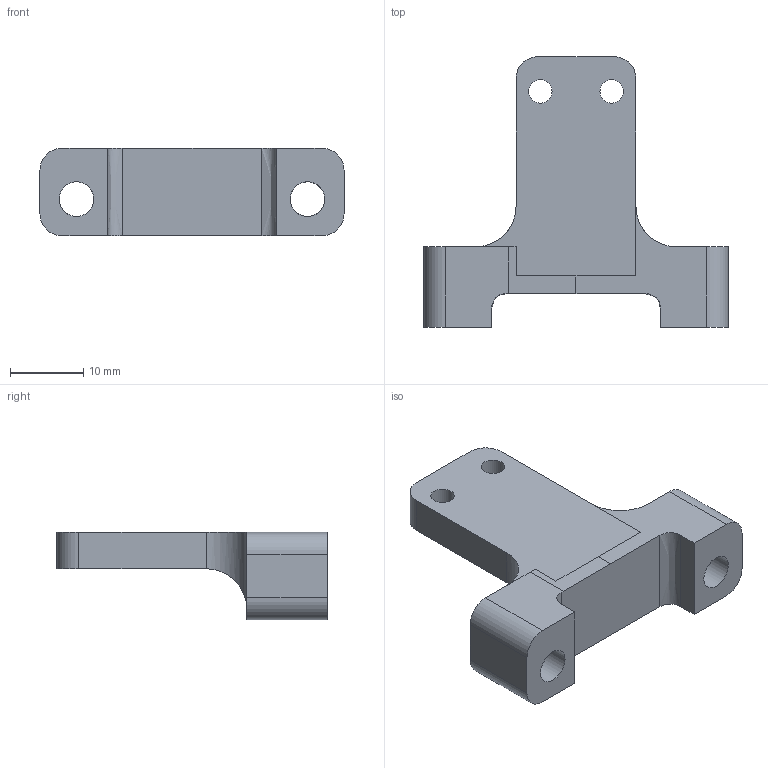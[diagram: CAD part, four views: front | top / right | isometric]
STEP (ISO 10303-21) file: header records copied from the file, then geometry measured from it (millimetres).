
FILE_DESCRIPTION(/* description */ ('','CAx-IF Rec.Pracs.---Representation and Presentation of Product Manufacturing Information (PMI)---4.0---2014-10-13'),/* implementation_level */ '2;1');
FILE_NAME(/* name */ '',/* time_stamp */ '2025-03-18T16:54:18+03:00',/* author */ (''),/* organization */ (''),/* preprocessor_version */ 'ST-DEVELOPER v20',/* originating_system */ 'Autodesk Translation Framework v13.20.0.188',/* authorisation */ '');
FILE_SCHEMA (('AP242_MANAGED_MODEL_BASED_3D_ENGINEERING_MIM_LF { 1 0 10303 442 1 1 4 }'));
Length unit declared in the file: millimetre
Products named in the file (1): Держатель Cartographer для 
стандартного джойна
Bounding box: 41.6 x 37 x 11.95 mm (x, y, z)
Volume: 5979.7 mm3; surface area: 3358.6 mm2
Topology: 1 solids, 1 shells, 32 faces, 95 edges, 63 vertices
Faces by surface type: plane 17, cylinder 13, bspline 2
Full cylindrical faces by diameter (mm): 3.2 x2, 4.75 x2
Entity records: 1210 total; most frequent: CARTESIAN_POINT 304, ORIENTED_EDGE 190, DIRECTION 171, EDGE_CURVE 95, VERTEX_POINT 63, LINE 59, VECTOR 59, AXIS2_PLACEMENT_3D 56
